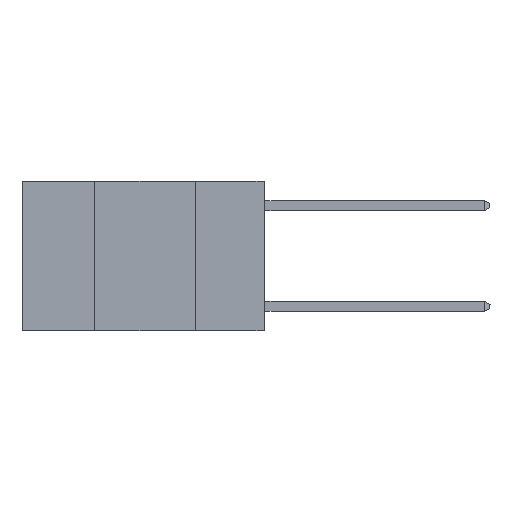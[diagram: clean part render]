
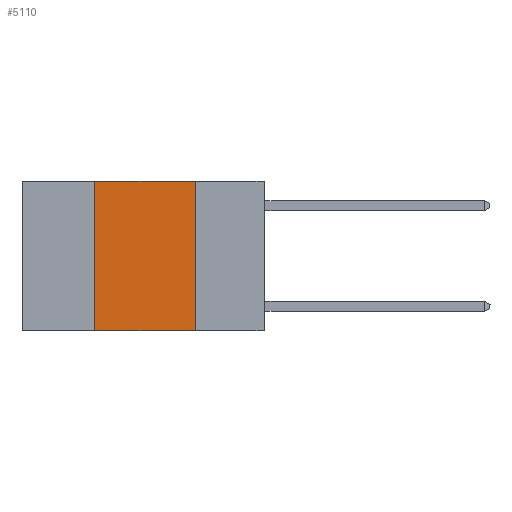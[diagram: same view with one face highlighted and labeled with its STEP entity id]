
A CAD part, left-side view. The second image highlights one B-rep face of the part: STEP entity #5110.
In plain terms, the highlighted planar face has unit normal (-1, 0, 0).
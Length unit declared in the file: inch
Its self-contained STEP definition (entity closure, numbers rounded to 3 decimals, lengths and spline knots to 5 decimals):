
#317 = VECTOR ( 'NONE', #2132, 39.37008 ) ;
#335 = EDGE_CURVE ( 'NONE', #6323, #7146, #7794, .T. ) ;
#812 = DIRECTION ( 'NONE',  ( 0., 0., -1. ) ) ;
#1216 = CARTESIAN_POINT ( 'NONE',  ( 0., 0.17, 0. ) ) ;
#1556 = DIRECTION ( 'NONE',  ( 0., 0., 1. ) ) ;
#2132 = DIRECTION ( 'NONE',  ( 0., -1., 0. ) ) ;
#2159 = LINE ( 'NONE', #1216, #14284 ) ;
#2516 = EDGE_CURVE ( 'NONE', #6323, #8994, #17683, .T. ) ;
#3897 = ORIENTED_EDGE ( 'NONE', *, *, #17858, .F. ) ;
#4327 = DIRECTION ( 'NONE',  ( 0., 0., -1. ) ) ;
#5110 = ADVANCED_FACE ( 'NONE', ( #7280 ), #18199, .F. ) ;
#6323 = VERTEX_POINT ( 'NONE', #11583 ) ;
#6366 = EDGE_LOOP ( 'NONE', ( #12534, #3897, #12305, #8623 ) ) ;
#6678 = DIRECTION ( 'NONE',  ( 0., -1., 0. ) ) ;
#7146 = VERTEX_POINT ( 'NONE', #16703 ) ;
#7280 = FACE_OUTER_BOUND ( 'NONE', #6366, .T. ) ;
#7449 = LINE ( 'NONE', #17673, #11145 ) ;
#7794 = LINE ( 'NONE', #19014, #10971 ) ;
#8486 = CARTESIAN_POINT ( 'NONE',  ( 0., 0.6, -0.37 ) ) ;
#8623 = ORIENTED_EDGE ( 'NONE', *, *, #2516, .T. ) ;
#8798 = CARTESIAN_POINT ( 'NONE',  ( 0., 0.6, 0. ) ) ;
#8994 = VERTEX_POINT ( 'NONE', #9126 ) ;
#9126 = CARTESIAN_POINT ( 'NONE',  ( 0., 0.17, -0.37 ) ) ;
#10378 = DIRECTION ( 'NONE',  ( 1., 0., 0. ) ) ;
#10971 = VECTOR ( 'NONE', #1556, 39.37008 ) ;
#11145 = VECTOR ( 'NONE', #6678, 39.37008 ) ;
#11583 = CARTESIAN_POINT ( 'NONE',  ( 0., 0.42, -0.37 ) ) ;
#12305 = ORIENTED_EDGE ( 'NONE', *, *, #335, .F. ) ;
#12534 = ORIENTED_EDGE ( 'NONE', *, *, #18763, .F. ) ;
#14284 = VECTOR ( 'NONE', #4327, 39.37008 ) ;
#14918 = VERTEX_POINT ( 'NONE', #19850 ) ;
#16703 = CARTESIAN_POINT ( 'NONE',  ( 0., 0.42, 0. ) ) ;
#17673 = CARTESIAN_POINT ( 'NONE',  ( 0., 0.6, 0. ) ) ;
#17683 = LINE ( 'NONE', #8486, #317 ) ;
#17858 = EDGE_CURVE ( 'NONE', #7146, #14918, #7449, .T. ) ;
#18199 = PLANE ( 'NONE',  #20380 ) ;
#18763 = EDGE_CURVE ( 'NONE', #14918, #8994, #2159, .T. ) ;
#19014 = CARTESIAN_POINT ( 'NONE',  ( 0., 0.42, 0. ) ) ;
#19850 = CARTESIAN_POINT ( 'NONE',  ( 0., 0.17, 0. ) ) ;
#20380 = AXIS2_PLACEMENT_3D ( 'NONE', #8798, #10378, #812 ) ;
